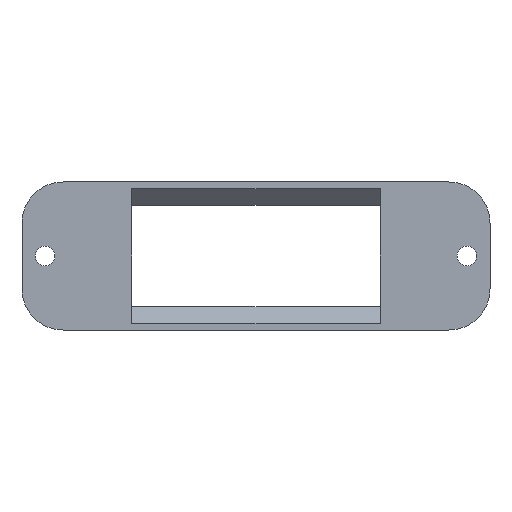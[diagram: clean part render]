
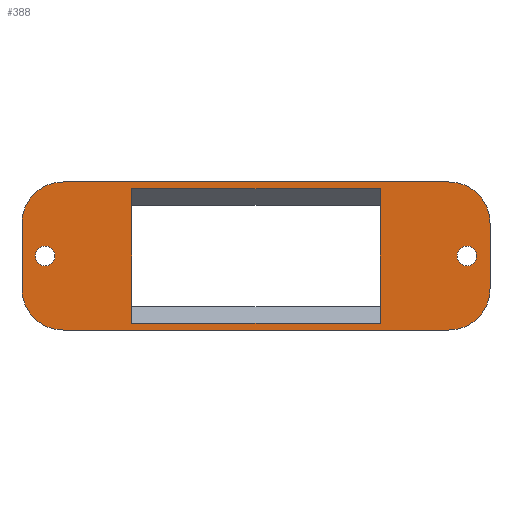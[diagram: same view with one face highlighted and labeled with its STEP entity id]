
A CAD part, front view. The second image highlights one B-rep face of the part: STEP entity #388.
In plain terms, the highlighted planar face has unit normal (0, -1, 0).
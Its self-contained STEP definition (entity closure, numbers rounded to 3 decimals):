
#17=FACE_BOUND('',#57,.T.);
#18=FACE_BOUND('',#58,.T.);
#19=FACE_BOUND('',#59,.T.);
#23=PLANE('',#430);
#36=FACE_OUTER_BOUND('',#56,.T.);
#56=EDGE_LOOP('',(#273,#274,#275,#276,#277,#278,#279,#280));
#57=EDGE_LOOP('',(#281));
#58=EDGE_LOOP('',(#282));
#59=EDGE_LOOP('',(#283,#284,#285,#286));
#83=LINE('',#593,#121);
#84=LINE('',#597,#122);
#85=LINE('',#601,#123);
#86=LINE('',#604,#124);
#87=LINE('',#611,#125);
#88=LINE('',#613,#126);
#89=LINE('',#615,#127);
#90=LINE('',#616,#128);
#121=VECTOR('',#477,10.);
#122=VECTOR('',#480,10.);
#123=VECTOR('',#483,10.);
#124=VECTOR('',#486,10.);
#125=VECTOR('',#491,10.);
#126=VECTOR('',#492,10.);
#127=VECTOR('',#493,10.);
#128=VECTOR('',#494,10.);
#158=CIRCLE('',#429,5.);
#159=CIRCLE('',#431,5.);
#160=CIRCLE('',#432,5.);
#161=CIRCLE('',#433,5.);
#162=CIRCLE('',#434,1.2);
#163=CIRCLE('',#435,1.2);
#177=VERTEX_POINT('',#586);
#178=VERTEX_POINT('',#588);
#179=VERTEX_POINT('',#592);
#180=VERTEX_POINT('',#594);
#181=VERTEX_POINT('',#596);
#182=VERTEX_POINT('',#598);
#183=VERTEX_POINT('',#600);
#184=VERTEX_POINT('',#602);
#185=VERTEX_POINT('',#605);
#186=VERTEX_POINT('',#607);
#187=VERTEX_POINT('',#609);
#188=VERTEX_POINT('',#610);
#189=VERTEX_POINT('',#612);
#190=VERTEX_POINT('',#614);
#215=EDGE_CURVE('',#177,#178,#158,.T.);
#217=EDGE_CURVE('',#179,#177,#83,.T.);
#218=EDGE_CURVE('',#180,#179,#159,.T.);
#219=EDGE_CURVE('',#181,#180,#84,.T.);
#220=EDGE_CURVE('',#182,#181,#160,.T.);
#221=EDGE_CURVE('',#183,#182,#85,.T.);
#222=EDGE_CURVE('',#184,#183,#161,.T.);
#223=EDGE_CURVE('',#178,#184,#86,.T.);
#224=EDGE_CURVE('',#185,#185,#162,.T.);
#225=EDGE_CURVE('',#186,#186,#163,.T.);
#226=EDGE_CURVE('',#187,#188,#87,.T.);
#227=EDGE_CURVE('',#189,#187,#88,.T.);
#228=EDGE_CURVE('',#190,#189,#89,.T.);
#229=EDGE_CURVE('',#188,#190,#90,.T.);
#273=ORIENTED_EDGE('',*,*,#215,.F.);
#274=ORIENTED_EDGE('',*,*,#217,.F.);
#275=ORIENTED_EDGE('',*,*,#218,.F.);
#276=ORIENTED_EDGE('',*,*,#219,.F.);
#277=ORIENTED_EDGE('',*,*,#220,.F.);
#278=ORIENTED_EDGE('',*,*,#221,.F.);
#279=ORIENTED_EDGE('',*,*,#222,.F.);
#280=ORIENTED_EDGE('',*,*,#223,.F.);
#281=ORIENTED_EDGE('',*,*,#224,.T.);
#282=ORIENTED_EDGE('',*,*,#225,.T.);
#283=ORIENTED_EDGE('',*,*,#226,.F.);
#284=ORIENTED_EDGE('',*,*,#227,.F.);
#285=ORIENTED_EDGE('',*,*,#228,.F.);
#286=ORIENTED_EDGE('',*,*,#229,.F.);
#388=ADVANCED_FACE('',(#36,#17,#18,#19),#23,.F.);
#429=AXIS2_PLACEMENT_3D('',#589,#472,#473);
#430=AXIS2_PLACEMENT_3D('',#591,#475,#476);
#431=AXIS2_PLACEMENT_3D('',#595,#478,#479);
#432=AXIS2_PLACEMENT_3D('',#599,#481,#482);
#433=AXIS2_PLACEMENT_3D('',#603,#484,#485);
#434=AXIS2_PLACEMENT_3D('',#606,#487,#488);
#435=AXIS2_PLACEMENT_3D('',#608,#489,#490);
#472=DIRECTION('center_axis',(0.,1.,0.));
#473=DIRECTION('ref_axis',(-0.707,0.,0.707));
#475=DIRECTION('center_axis',(0.,1.,0.));
#476=DIRECTION('ref_axis',(0.,0.,1.));
#477=DIRECTION('',(0.,0.,1.));
#478=DIRECTION('center_axis',(0.,1.,0.));
#479=DIRECTION('ref_axis',(-0.707,0.,-0.707));
#480=DIRECTION('',(-1.,0.,0.));
#481=DIRECTION('center_axis',(0.,1.,0.));
#482=DIRECTION('ref_axis',(0.707,0.,-0.707));
#483=DIRECTION('',(0.,0.,-1.));
#484=DIRECTION('center_axis',(0.,1.,0.));
#485=DIRECTION('ref_axis',(0.707,0.,0.707));
#486=DIRECTION('',(1.,0.,0.));
#487=DIRECTION('center_axis',(0.,1.,0.));
#488=DIRECTION('ref_axis',(1.,0.,0.));
#489=DIRECTION('center_axis',(0.,1.,0.));
#490=DIRECTION('ref_axis',(1.,0.,0.));
#491=DIRECTION('',(0.,0.,-1.));
#492=DIRECTION('',(-1.,0.,0.));
#493=DIRECTION('',(0.,0.,1.));
#494=DIRECTION('',(1.,0.,0.));
#586=CARTESIAN_POINT('',(-28.45,0.,4.));
#588=CARTESIAN_POINT('',(-23.45,0.,9.));
#589=CARTESIAN_POINT('Origin',(-23.45,0.,4.));
#591=CARTESIAN_POINT('Origin',(0.,0.,0.));
#592=CARTESIAN_POINT('',(-28.45,0.,-4.));
#593=CARTESIAN_POINT('',(-28.45,0.,-9.));
#594=CARTESIAN_POINT('',(-23.45,0.,-9.));
#595=CARTESIAN_POINT('Origin',(-23.45,0.,-4.));
#596=CARTESIAN_POINT('',(23.45,0.,-9.));
#597=CARTESIAN_POINT('',(28.45,0.,-9.));
#598=CARTESIAN_POINT('',(28.45,0.,-4.));
#599=CARTESIAN_POINT('Origin',(23.45,0.,-4.));
#600=CARTESIAN_POINT('',(28.45,0.,4.));
#601=CARTESIAN_POINT('',(28.45,0.,9.));
#602=CARTESIAN_POINT('',(23.45,0.,9.));
#603=CARTESIAN_POINT('Origin',(23.45,0.,4.));
#604=CARTESIAN_POINT('',(-28.45,0.,9.));
#605=CARTESIAN_POINT('',(24.45,0.,0.));
#606=CARTESIAN_POINT('Origin',(25.65,0.,0.));
#607=CARTESIAN_POINT('',(-26.85,0.,0.));
#608=CARTESIAN_POINT('Origin',(-25.65,0.,0.));
#609=CARTESIAN_POINT('',(-15.1,0.,8.15));
#610=CARTESIAN_POINT('',(-15.1,0.,-8.15));
#611=CARTESIAN_POINT('',(-15.1,0.,6.15));
#612=CARTESIAN_POINT('',(15.1,0.,8.15));
#613=CARTESIAN_POINT('',(7.55,0.,8.15));
#614=CARTESIAN_POINT('',(15.1,0.,-8.15));
#615=CARTESIAN_POINT('',(15.1,0.,-6.15));
#616=CARTESIAN_POINT('',(-7.55,0.,-8.15));
